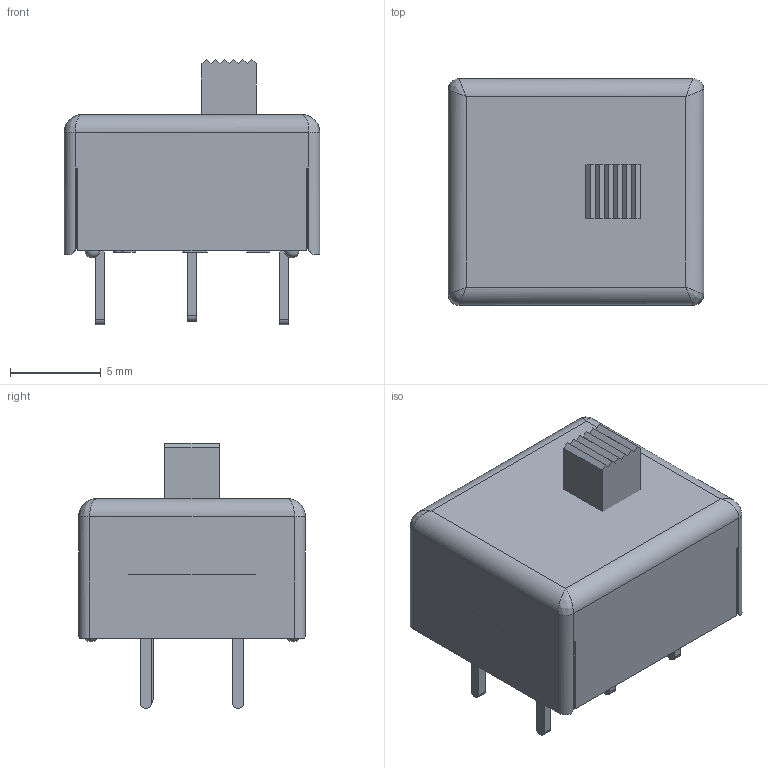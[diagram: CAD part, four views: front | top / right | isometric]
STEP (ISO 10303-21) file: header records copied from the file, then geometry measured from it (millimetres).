
FILE_DESCRIPTION((''),'2;1');
FILE_NAME('25446NAH','2014-12-22T',('brevel'),(''),'PRO/ENGINEER BY PARAMETRIC TECHNOLOGY CORPORATION, 2013410','PRO/ENGINEER BY PARAMETRIC TECHNOLOGY CORPORATION, 2013410','');
FILE_SCHEMA(('CONFIG_CONTROL_DESIGN'));
Length unit declared in the file: millimetre
Products named in the file (1): 25446NAH
Bounding box: 14.1 x 12.5 x 14.64 mm (x, y, z)
Surface area: 1750.3 mm2 (no closed solid volume)
Topology: 0 solids, 21 shells, 346 faces, 1012 edges, 670 vertices
Faces by surface type: plane 300, cylinder 34, sphere 8, bspline 4
Entity records: 11386 total; most frequent: CARTESIAN_POINT 2561, ORIENTED_EDGE 1721, DIRECTION 1699, EDGE_CURVE 1004, VECTOR 903, LINE 903, VERTEX_POINT 670, AXIS2_PLACEMENT_3D 398
